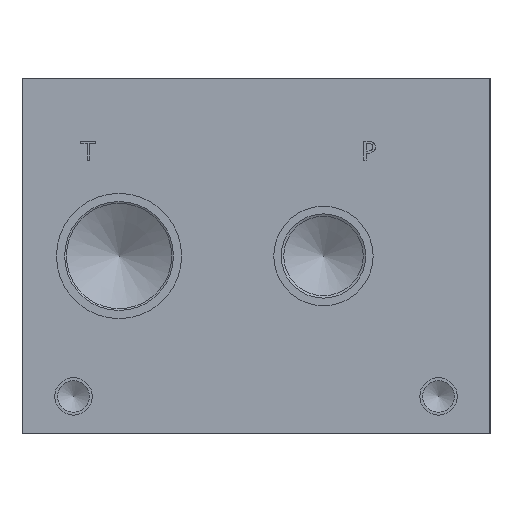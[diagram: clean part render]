
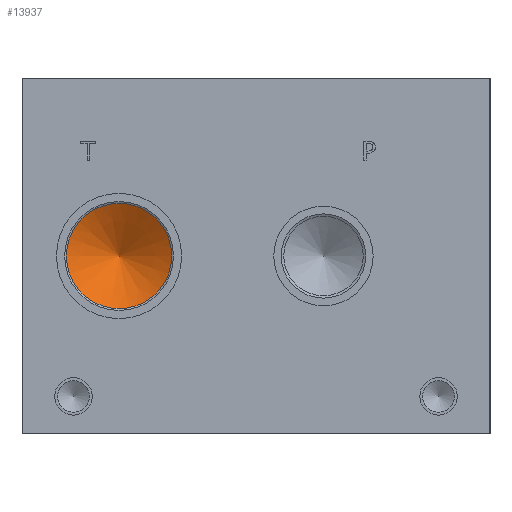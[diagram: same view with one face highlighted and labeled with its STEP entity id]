
A CAD part, left-side view. The second image highlights one B-rep face of the part: STEP entity #13937.
In plain terms, the highlighted conical face has half-angle 60 degrees and reference radius 8.928 mm.
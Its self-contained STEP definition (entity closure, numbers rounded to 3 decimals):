
#120=CONICAL_SURFACE('',#14587,8.928,1.047);
#434=CIRCLE('',#14588,17.856);
#435=CIRCLE('',#14589,17.856);
#1755=FACE_OUTER_BOUND('',#2558,.T.);
#2558=EDGE_LOOP('',(#11674,#11675,#11676,#11677));
#3902=LINE('',#23549,#5151);
#5151=VECTOR('',#17089,8.928);
#6340=VERTEX_POINT('',#23545);
#6341=VERTEX_POINT('',#23546);
#6342=VERTEX_POINT('',#23548);
#8206=EDGE_CURVE('',#6340,#6341,#434,.T.);
#8207=EDGE_CURVE('',#6341,#6342,#3902,.T.);
#8208=EDGE_CURVE('',#6341,#6340,#435,.T.);
#11674=ORIENTED_EDGE('',*,*,#8206,.T.);
#11675=ORIENTED_EDGE('',*,*,#8207,.T.);
#11676=ORIENTED_EDGE('',*,*,#8207,.F.);
#11677=ORIENTED_EDGE('',*,*,#8208,.T.);
#13937=ADVANCED_FACE('',(#1755),#120,.F.);
#14587=AXIS2_PLACEMENT_3D('',#23544,#17085,#17086);
#14588=AXIS2_PLACEMENT_3D('',#23547,#17087,#17088);
#14589=AXIS2_PLACEMENT_3D('',#23550,#17090,#17091);
#17085=DIRECTION('center_axis',(-1.,0.,0.));
#17086=DIRECTION('ref_axis',(0.,1.,0.));
#17087=DIRECTION('center_axis',(-1.,0.,0.));
#17088=DIRECTION('ref_axis',(0.,1.,0.));
#17089=DIRECTION('',(0.5,0.866,0.));
#17090=DIRECTION('center_axis',(-1.,0.,0.));
#17091=DIRECTION('ref_axis',(0.,1.,0.));
#23544=CARTESIAN_POINT('Origin',(46.365,125.832,60.325));
#23545=CARTESIAN_POINT('',(41.21,143.688,60.325));
#23546=CARTESIAN_POINT('',(41.21,107.975,60.325));
#23547=CARTESIAN_POINT('Origin',(41.21,125.832,60.325));
#23548=CARTESIAN_POINT('',(51.519,125.832,60.325));
#23549=CARTESIAN_POINT('',(46.365,116.904,60.325));
#23550=CARTESIAN_POINT('Origin',(41.21,125.832,60.325));
